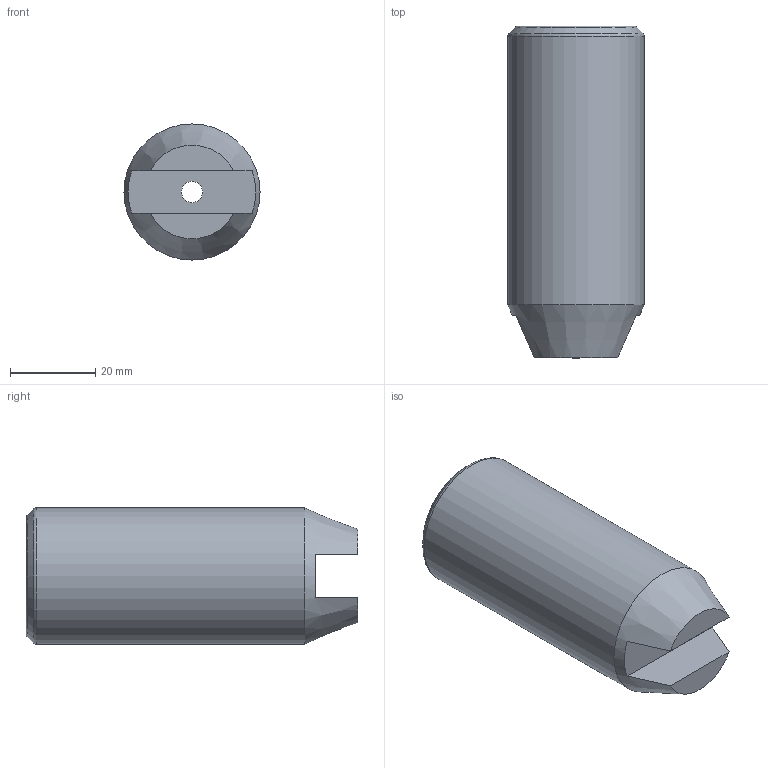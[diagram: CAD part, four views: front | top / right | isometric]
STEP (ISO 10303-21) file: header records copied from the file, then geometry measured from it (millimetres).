
FILE_DESCRIPTION(/* description */ (''),/* implementation_level */ '2;1');
FILE_NAME(/* name */ 'Handle v9.step',/* time_stamp */ '2022-11-26T13:08:35+01:00',/* author */ (''),/* organization */ (''),/* preprocessor_version */ 'ST-DEVELOPER v19.2',/* originating_system */ 'Autodesk Translation Framework v11.17.0.187',/* authorisation */ '');
FILE_SCHEMA (('AUTOMOTIVE_DESIGN { 1 0 10303 214 3 1 1 }'));
Length unit declared in the file: millimetre
Products named in the file (2): Handle; Handle_1
Assembly tree (1 placements, depth 2):
  Handle
    Handle_1
Bounding box: 32 x 78 x 32 mm (x, y, z)
Volume: 41027.4 mm3; surface area: 12690.4 mm2
Topology: 1 solids, 1 shells, 15 faces, 34 edges, 22 vertices
Faces by surface type: plane 7, cylinder 3, cone 3, torus 2
Full cylindrical faces by diameter (mm): 5 x1, 18 x1, 32 x1
Entity records: 485 total; most frequent: DIRECTION 86, CARTESIAN_POINT 82, ORIENTED_EDGE 68, AXIS2_PLACEMENT_3D 38, EDGE_CURVE 34, VERTEX_POINT 22, CIRCLE 20, EDGE_LOOP 18
